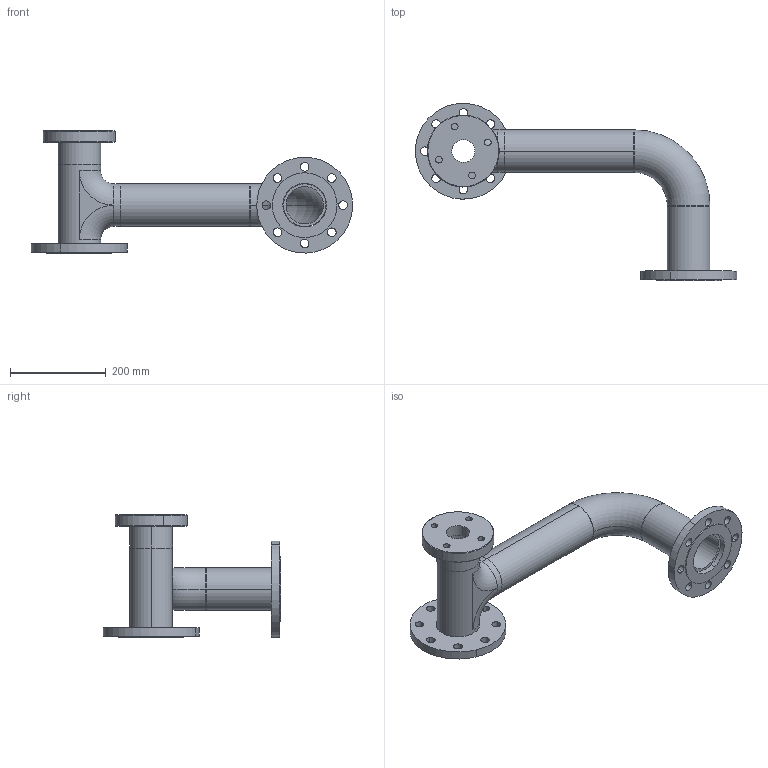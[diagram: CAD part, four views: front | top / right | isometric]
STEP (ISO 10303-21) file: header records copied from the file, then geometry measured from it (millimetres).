
FILE_DESCRIPTION (( 'STEP AP203' ), '1' );
FILE_NAME ('3674-60_REV_.step', '2026-02-06T22:16:51', ( '' ), ( '' ), 'SwSTEP 2.0', 'SolidWorks 2025', '' );
FILE_SCHEMA (( 'CONFIG_CONTROL_DESIGN' ));
Length unit declared in the file: millimetre
Products named in the file (6): OEM-80-LR-40-316L_Default<As Machined>; OEM-80NB-PN10-SO-316L_80NB BORE; 3674-60-10_Default<As Machined>; 3674-60_REV_; OEM-80NB-T-40-316L_80NB-TEE; 3674-60-11_MACHINED
Assembly tree (6 placements, depth 2):
  3674-60_REV_
    3674-60-10_Default<As Machined>
    OEM-80-LR-40-316L_Default<As Machined>
    OEM-80NB-T-40-316L_80NB-TEE
    OEM-80NB-PN10-SO-316L_80NB BORE  x2
    3674-60-11_MACHINED
Bounding box: 669.81 x 369.9 x 255 mm (x, y, z)
Volume: 2414690.7 mm3; surface area: 649237 mm2
Topology: 8 solids, 8 shells, 115 faces, 278 edges, 180 vertices
Faces by surface type: cylinder 76, plane 23, torus 12, cone 4
Entity records: 3396 total; most frequent: DIRECTION 558, CARTESIAN_POINT 447, ORIENTED_EDGE 424, AXIS2_PLACEMENT_3D 247, EDGE_CURVE 212, CIRCLE 148, VERTEX_POINT 136, EDGE_LOOP 130
